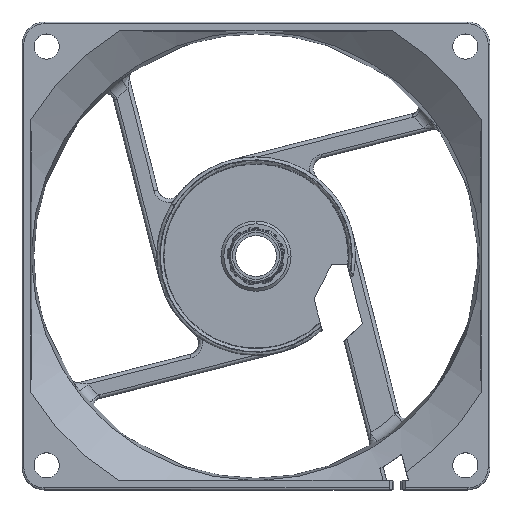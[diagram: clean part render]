
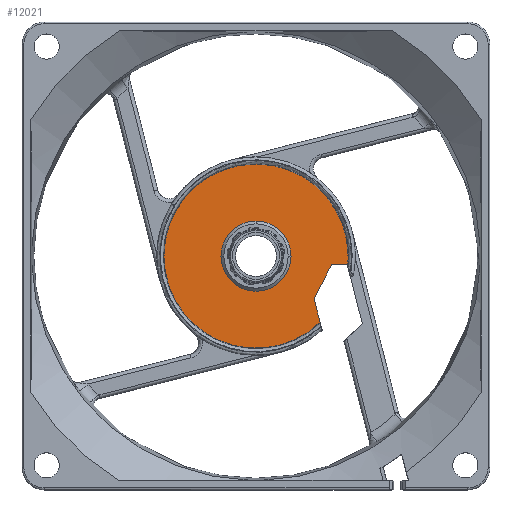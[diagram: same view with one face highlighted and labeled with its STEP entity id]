
A CAD part, top view. The second image highlights one B-rep face of the part: STEP entity #12021.
In plain terms, the highlighted planar face has unit normal (0, 0, 1).
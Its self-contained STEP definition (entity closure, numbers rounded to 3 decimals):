
#27 = VERTEX_POINT ( 'NONE', #6222 ) ;
#273 = EDGE_CURVE ( 'NONE', #9770, #7034, #9731, .T. ) ;
#293 = AXIS2_PLACEMENT_3D ( 'NONE', #5441, #14973, #6788 ) ;
#1246 = ORIENTED_EDGE ( 'NONE', *, *, #11840, .F. ) ;
#1392 = CARTESIAN_POINT ( 'NONE',  ( 0., 0., -10.4 ) ) ;
#1445 = VERTEX_POINT ( 'NONE', #2292 ) ;
#1551 = CARTESIAN_POINT ( 'NONE',  ( 14.766, -1.48, -10.4 ) ) ;
#1734 = DIRECTION ( 'NONE',  ( 0., 0., -1. ) ) ;
#1772 = CARTESIAN_POINT ( 'NONE',  ( -6., 0., -10.4 ) ) ;
#2292 = CARTESIAN_POINT ( 'NONE',  ( 15.75, 0., -10.4 ) ) ;
#2475 = DIRECTION ( 'NONE',  ( 1., 0., 0. ) ) ;
#2684 = DIRECTION ( 'NONE',  ( 0., 0., 1. ) ) ;
#2771 = AXIS2_PLACEMENT_3D ( 'NONE', #4515, #5864, #15396 ) ;
#2816 = ORIENTED_EDGE ( 'NONE', *, *, #273, .F. ) ;
#3367 = EDGE_LOOP ( 'NONE', ( #6789, #2816, #1246 ) ) ;
#3753 = ORIENTED_EDGE ( 'NONE', *, *, #7841, .F. ) ;
#3782 = FACE_BOUND ( 'NONE', #3367, .T. ) ;
#3861 = LINE ( 'NONE', #6635, #6170 ) ;
#3968 = DIRECTION ( 'NONE',  ( 0., 0., 1. ) ) ;
#4125 = CARTESIAN_POINT ( 'NONE',  ( 13.851, -1.48, -10.4 ) ) ;
#4176 = PLANE ( 'NONE',  #17586 ) ;
#4515 = CARTESIAN_POINT ( 'NONE',  ( 0., 0., -10.4 ) ) ;
#5001 = VECTOR ( 'NONE', #12930, 1000. ) ;
#5010 = VERTEX_POINT ( 'NONE', #5063 ) ;
#5063 = CARTESIAN_POINT ( 'NONE',  ( 10.955, -11.316, -10.4 ) ) ;
#5107 = CARTESIAN_POINT ( 'NONE',  ( 9.923, -7.27, -10.4 ) ) ;
#5174 = DIRECTION ( 'NONE',  ( 0.247, -0.969, 0. ) ) ;
#5441 = CARTESIAN_POINT ( 'NONE',  ( 0., 0., -10.4 ) ) ;
#5592 = DIRECTION ( 'NONE',  ( 0., 1., 0. ) ) ;
#5864 = DIRECTION ( 'NONE',  ( 0., 0., -1. ) ) ;
#6170 = VECTOR ( 'NONE', #5174, 1000. ) ;
#6222 = CARTESIAN_POINT ( 'NONE',  ( 0., 6., -10.4 ) ) ;
#6635 = CARTESIAN_POINT ( 'NONE',  ( 9.923, -7.27, -10.4 ) ) ;
#6788 = DIRECTION ( 'NONE',  ( -1., 0., 0. ) ) ;
#6789 = ORIENTED_EDGE ( 'NONE', *, *, #14817, .F. ) ;
#7034 = VERTEX_POINT ( 'NONE', #10127 ) ;
#7072 = EDGE_CURVE ( 'NONE', #1445, #13797, #8536, .T. ) ;
#7841 = EDGE_CURVE ( 'NONE', #7857, #5010, #3861, .T. ) ;
#7857 = VERTEX_POINT ( 'NONE', #5107 ) ;
#8272 = CARTESIAN_POINT ( 'NONE',  ( 15.68, -1.48, -10.4 ) ) ;
#8385 = CARTESIAN_POINT ( 'NONE',  ( -15.75, 0., -10.4 ) ) ;
#8439 = EDGE_LOOP ( 'NONE', ( #12976, #12022, #13325, #11308, #3753, #16248 ) ) ;
#8450 = EDGE_CURVE ( 'NONE', #11131, #1445, #10835, .T. ) ;
#8536 = CIRCLE ( 'NONE', #9467, 15.75 ) ;
#9362 = EDGE_CURVE ( 'NONE', #5010, #11131, #9542, .T. ) ;
#9467 = AXIS2_PLACEMENT_3D ( 'NONE', #13241, #13648, #2475 ) ;
#9497 = FACE_OUTER_BOUND ( 'NONE', #8439, .T. ) ;
#9542 = CIRCLE ( 'NONE', #16025, 15.75 ) ;
#9692 = CARTESIAN_POINT ( 'NONE',  ( 12.936, -1.48, -10.4 ) ) ;
#9731 = CIRCLE ( 'NONE', #293, 6. ) ;
#9748 = CARTESIAN_POINT ( 'NONE',  ( 0., 0., -10.4 ) ) ;
#9770 = VERTEX_POINT ( 'NONE', #1772 ) ;
#9970 = DIRECTION ( 'NONE',  ( 1., 0., 0. ) ) ;
#10067 = CIRCLE ( 'NONE', #14743, 6. ) ;
#10127 = CARTESIAN_POINT ( 'NONE',  ( 6., 0., -10.4 ) ) ;
#10835 = CIRCLE ( 'NONE', #2771, 15.75 ) ;
#10980 = DIRECTION ( 'NONE',  ( 1., 0., 0. ) ) ;
#11068 = CARTESIAN_POINT ( 'NONE',  ( 12.936, -1.48, -10.4 ) ) ;
#11131 = VERTEX_POINT ( 'NONE', #8385 ) ;
#11308 = ORIENTED_EDGE ( 'NONE', *, *, #9362, .F. ) ;
#11407 = CARTESIAN_POINT ( 'NONE',  ( 0., 0., -10.4 ) ) ;
#11840 = EDGE_CURVE ( 'NONE', #27, #9770, #14410, .T. ) ;
#12006 = LINE ( 'NONE', #17002, #5001 ) ;
#12021 = ADVANCED_FACE ( 'NONE', ( #9497, #3782 ), #4176, .T. ) ;
#12022 = ORIENTED_EDGE ( 'NONE', *, *, #7072, .F. ) ;
#12811 = EDGE_CURVE ( 'NONE', #14902, #13797, #16492, .T. ) ;
#12930 = DIRECTION ( 'NONE',  ( -0.462, -0.887, 0. ) ) ;
#12976 = ORIENTED_EDGE ( 'NONE', *, *, #12811, .T. ) ;
#13241 = CARTESIAN_POINT ( 'NONE',  ( 0., 0., -10.4 ) ) ;
#13325 = ORIENTED_EDGE ( 'NONE', *, *, #8450, .F. ) ;
#13648 = DIRECTION ( 'NONE',  ( 0., 0., -1. ) ) ;
#13675 = CARTESIAN_POINT ( 'NONE',  ( 0., 0., -10.4 ) ) ;
#13715 = CARTESIAN_POINT ( 'NONE',  ( 15.68, -1.48, -10.4 ) ) ;
#13755 = DIRECTION ( 'NONE',  ( 0., 0., 1. ) ) ;
#13797 = VERTEX_POINT ( 'NONE', #13715 ) ;
#13985 = EDGE_CURVE ( 'NONE', #14902, #7857, #12006, .T. ) ;
#14410 = CIRCLE ( 'NONE', #17240, 6. ) ;
#14743 = AXIS2_PLACEMENT_3D ( 'NONE', #1392, #3968, #15022 ) ;
#14817 = EDGE_CURVE ( 'NONE', #7034, #27, #10067, .T. ) ;
#14902 = VERTEX_POINT ( 'NONE', #11068 ) ;
#14973 = DIRECTION ( 'NONE',  ( 0., 0., 1. ) ) ;
#15022 = DIRECTION ( 'NONE',  ( 0., 1., 0. ) ) ;
#15396 = DIRECTION ( 'NONE',  ( 1., 0., 0. ) ) ;
#16025 = AXIS2_PLACEMENT_3D ( 'NONE', #11407, #1734, #9970 ) ;
#16248 = ORIENTED_EDGE ( 'NONE', *, *, #13985, .F. ) ;
#16492 = B_SPLINE_CURVE_WITH_KNOTS ( 'NONE', 3,
 ( #9692, #4125, #1551, #8272 ),
 .UNSPECIFIED., .F., .F.,
 ( 4, 4 ),
 ( 0., 1. ),
 .UNSPECIFIED. ) ;
#17002 = CARTESIAN_POINT ( 'NONE',  ( 12.936, -1.48, -10.4 ) ) ;
#17240 = AXIS2_PLACEMENT_3D ( 'NONE', #9748, #13755, #5592 ) ;
#17586 = AXIS2_PLACEMENT_3D ( 'NONE', #13675, #2684, #10980 ) ;
